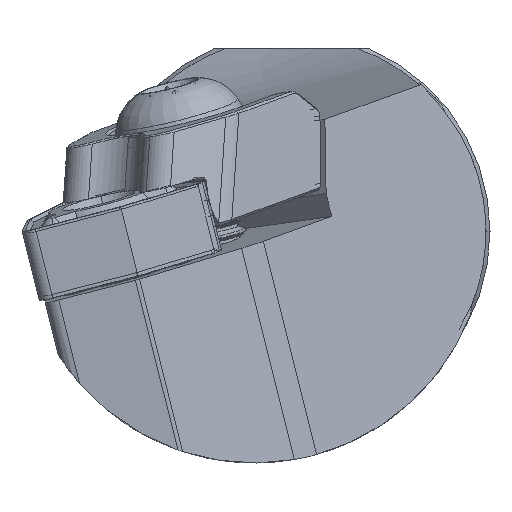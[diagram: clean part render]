
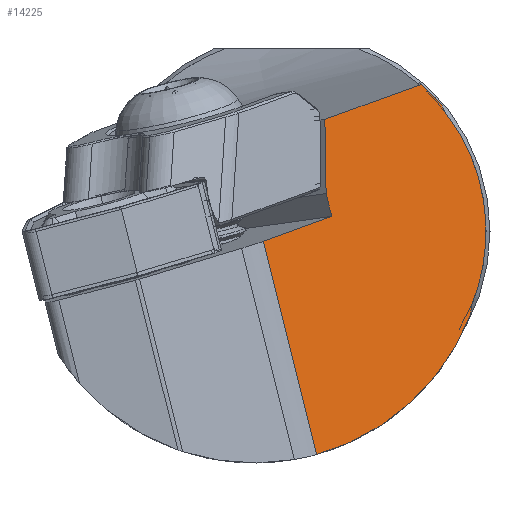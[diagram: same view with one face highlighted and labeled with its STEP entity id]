
A CAD part, left-side view. The second image highlights one B-rep face of the part: STEP entity #14225.
In plain terms, the highlighted planar face has unit normal (-0.703, -0.704, 0.099).
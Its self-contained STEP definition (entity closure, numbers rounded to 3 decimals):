
#7 = CARTESIAN_POINT ( 'NONE',  ( 18., -11.352, -4.604 ) ) ;
#99 = EDGE_LOOP ( 'NONE', ( #11903, #12477, #11463, #13653, #13753, #7307, #4827, #4949, #4509, #821 ) ) ;
#222 = DIRECTION ( 'NONE',  ( 0.105, -0.241, -0.965 ) ) ;
#431 = DIRECTION ( 'NONE',  ( 0.105, -0.241, -0.965 ) ) ;
#453 = CARTESIAN_POINT ( 'NONE',  ( 16.767, -8.163, 9.268 ) ) ;
#821 = ORIENTED_EDGE ( 'NONE', *, *, #12721, .F. ) ;
#1050 = CARTESIAN_POINT ( 'NONE',  ( 9.794, -2.167, 2.389 ) ) ;
#1124 = DIRECTION ( 'NONE',  ( 0.124, 0.016, 0.992 ) ) ;
#1241 = EDGE_CURVE ( 'NONE', #13723, #14266, #2470, .T. ) ;
#1360 = DIRECTION ( 'NONE',  ( 0.703, 0.704, -0.099 ) ) ;
#1702 = EDGE_CURVE ( 'NONE', #2952, #12380, #8374, .T. ) ;
#1764 = CARTESIAN_POINT ( 'NONE',  ( 20.283, -12.415, 4.025 ) ) ;
#2197 = VERTEX_POINT ( 'NONE', #4175 ) ;
#2289 = CARTESIAN_POINT ( 'NONE',  ( 5.412, 1.785, -0.619 ) ) ;
#2470 = LINE ( 'NONE', #12009, #13186 ) ;
#2506 = CARTESIAN_POINT ( 'NONE',  ( -25.231, 78.449, 325.726 ) ) ;
#2727 = CARTESIAN_POINT ( 'NONE',  ( 15.494, -9.562, -9.658 ) ) ;
#2873 = DIRECTION ( 'NONE',  ( 0.703, -0.668, 0.243 ) ) ;
#2952 = VERTEX_POINT ( 'NONE', #9789 ) ;
#3414 = EDGE_CURVE ( 'NONE', #2197, #12359, #7820, .T. ) ;
#3631 = CARTESIAN_POINT ( 'NONE',  ( 17.9, -9.486, 7.908 ) ) ;
#3853 = B_SPLINE_CURVE_WITH_KNOTS ( 'NONE', 3,
 ( #10929, #4118, #8558, #12168 ),
 .UNSPECIFIED., .F., .F.,
 ( 4, 4 ),
 ( 0.003, 0.003 ),
 .UNSPECIFIED. ) ;
#4031 = CARTESIAN_POINT ( 'NONE',  ( 6.869, -1.567, -14.065 ) ) ;
#4118 = CARTESIAN_POINT ( 'NONE',  ( 17.934, -9.536, 7.795 ) ) ;
#4175 = CARTESIAN_POINT ( 'NONE',  ( 18., -9.634, 7.566 ) ) ;
#4509 = ORIENTED_EDGE ( 'NONE', *, *, #5821, .F. ) ;
#4529 = CARTESIAN_POINT ( 'NONE',  ( 17.9, -9.486, 7.908 ) ) ;
#4584 = EDGE_CURVE ( 'NONE', #7883, #13673, #9831, .T. ) ;
#4642 = CARTESIAN_POINT ( 'NONE',  ( 16.767, -8.163, 9.268 ) ) ;
#4745 = DIRECTION ( 'NONE',  ( 0.707, -0.707, 0. ) ) ;
#4761 = CARTESIAN_POINT ( 'NONE',  ( 18., -11.352, -4.604 ) ) ;
#4827 = ORIENTED_EDGE ( 'NONE', *, *, #6091, .F. ) ;
#4841 = CARTESIAN_POINT ( 'NONE',  ( 10.887, -2.576, 7.238 ) ) ;
#4938 = CARTESIAN_POINT ( 'NONE',  ( 17.811, -11.26, -5.286 ) ) ;
#4949 = ORIENTED_EDGE ( 'NONE', *, *, #4584, .F. ) ;
#5075 = VERTEX_POINT ( 'NONE', #1050 ) ;
#5821 = EDGE_CURVE ( 'NONE', #11643, #7883, #11898, .T. ) ;
#5824 = EDGE_CURVE ( 'NONE', #5075, #14266, #7752, .T. ) ;
#6091 = EDGE_CURVE ( 'NONE', #13673, #2197, #3853, .T. ) ;
#7048 = CARTESIAN_POINT ( 'NONE',  ( 16.767, -8.163, 9.268 ) ) ;
#7307 = ORIENTED_EDGE ( 'NONE', *, *, #3414, .F. ) ;
#7359 = CARTESIAN_POINT ( 'NONE',  ( 17.811, -11.26, -5.286 ) ) ;
#7752 = LINE ( 'NONE', #2506, #14748 ) ;
#7820 =( BOUNDED_CURVE ( )  B_SPLINE_CURVE ( 3, ( #9924, #1764, #14329, #10867 ),
 .UNSPECIFIED., .F., .F. ) 
 B_SPLINE_CURVE_WITH_KNOTS ( ( 4, 4 ),
 ( 2.616, 3.667 ),
 .UNSPECIFIED. ) 
 CURVE ( )  GEOMETRIC_REPRESENTATION_ITEM ( )  RATIONAL_B_SPLINE_CURVE ( ( 1., 0.91, 0.91, 1. ) ) 
 REPRESENTATION_ITEM ( '' )  );
#7883 = VERTEX_POINT ( 'NONE', #453 ) ;
#8044 = PLANE ( 'NONE',  #11199 ) ;
#8094 = CARTESIAN_POINT ( 'NONE',  ( 10.378, -2.091, 7.062 ) ) ;
#8374 =( BOUNDED_CURVE ( )  B_SPLINE_CURVE ( 3, ( #4938, #2727, #14032, #12937 ),
 .UNSPECIFIED., .F., .F. ) 
 B_SPLINE_CURVE_WITH_KNOTS ( ( 4, 4 ),
 ( 3.652, 4.581 ),
 .UNSPECIFIED. ) 
 CURVE ( )  GEOMETRIC_REPRESENTATION_ITEM ( )  RATIONAL_B_SPLINE_CURVE ( ( 1., 0.929, 0.929, 1. ) ) 
 REPRESENTATION_ITEM ( '' )  );
#8558 = CARTESIAN_POINT ( 'NONE',  ( 17.967, -9.586, 7.68 ) ) ;
#8999 = CARTESIAN_POINT ( 'NONE',  ( 48.946, 2.926, 315.619 ) ) ;
#9301 = CARTESIAN_POINT ( 'NONE',  ( 11.142, -2.818, 7.326 ) ) ;
#9659 = CARTESIAN_POINT ( 'NONE',  ( 17.94, -11.324, -4.833 ) ) ;
#9789 = CARTESIAN_POINT ( 'NONE',  ( 17.811, -11.26, -5.286 ) ) ;
#9831 =( BOUNDED_CURVE ( )  B_SPLINE_CURVE ( 3, ( #4642, #12739, #12637, #3631 ),
 .UNSPECIFIED., .F., .F. ) 
 B_SPLINE_CURVE_WITH_KNOTS ( ( 4, 4 ),
 ( 2.433, 2.587 ),
 .UNSPECIFIED. ) 
 CURVE ( )  GEOMETRIC_REPRESENTATION_ITEM ( )  RATIONAL_B_SPLINE_CURVE ( ( 1., 0.998, 0.998, 1. ) ) 
 REPRESENTATION_ITEM ( '' )  );
#9924 = CARTESIAN_POINT ( 'NONE',  ( 18., -9.634, 7.566 ) ) ;
#10169 = CARTESIAN_POINT ( 'NONE',  ( 10.633, -2.333, 7.15 ) ) ;
#10563 = LINE ( 'NONE', #8999, #10907 ) ;
#10867 = CARTESIAN_POINT ( 'NONE',  ( 18., -11.352, -4.604 ) ) ;
#10907 = VECTOR ( 'NONE', #1124, 1000. ) ;
#10929 = CARTESIAN_POINT ( 'NONE',  ( 17.9, -9.486, 7.908 ) ) ;
#11199 = AXIS2_PLACEMENT_3D ( 'NONE', #11602, #1360, #4745 ) ;
#11463 = ORIENTED_EDGE ( 'NONE', *, *, #12409, .T. ) ;
#11602 = CARTESIAN_POINT ( 'NONE',  ( -29.768, 82.761, 324.159 ) ) ;
#11643 = VERTEX_POINT ( 'NONE', #13226 ) ;
#11898 = B_SPLINE_CURVE_WITH_KNOTS ( 'NONE', 3,
 ( #8094, #10169, #4841, #9301, #12698, #12850, #7048 ),
 .UNSPECIFIED., .F., .F.,
 ( 4, 3, 4 ),
 ( 0.017, 0.018, 0.026 ),
 .UNSPECIFIED. ) ;
#11903 = ORIENTED_EDGE ( 'NONE', *, *, #5824, .T. ) ;
#12009 = CARTESIAN_POINT ( 'NONE',  ( 5.412, 1.785, -0.619 ) ) ;
#12168 = CARTESIAN_POINT ( 'NONE',  ( 18., -9.634, 7.566 ) ) ;
#12359 = VERTEX_POINT ( 'NONE', #4761 ) ;
#12380 = VERTEX_POINT ( 'NONE', #4031 ) ;
#12409 = EDGE_CURVE ( 'NONE', #13723, #12380, #14395, .T. ) ;
#12477 = ORIENTED_EDGE ( 'NONE', *, *, #1241, .F. ) ;
#12637 = CARTESIAN_POINT ( 'NONE',  ( 17.562, -9.08, 8.395 ) ) ;
#12698 = CARTESIAN_POINT ( 'NONE',  ( 13.017, -4.599, 7.973 ) ) ;
#12721 = EDGE_CURVE ( 'NONE', #5075, #11643, #10563, .T. ) ;
#12739 = CARTESIAN_POINT ( 'NONE',  ( 17.184, -8.638, 8.849 ) ) ;
#12842 = CARTESIAN_POINT ( 'NONE',  ( 9.95, -2.527, 0.947 ) ) ;
#12850 = CARTESIAN_POINT ( 'NONE',  ( 14.892, -6.381, 8.621 ) ) ;
#12907 = CARTESIAN_POINT ( 'NONE',  ( -29.768, 82.761, 324.159 ) ) ;
#12937 = CARTESIAN_POINT ( 'NONE',  ( 6.869, -1.567, -14.065 ) ) ;
#12962 = CARTESIAN_POINT ( 'NONE',  ( 17.877, -11.293, -5.06 ) ) ;
#13186 = VECTOR ( 'NONE', #2873, 1000. ) ;
#13226 = CARTESIAN_POINT ( 'NONE',  ( 10.378, -2.091, 7.062 ) ) ;
#13564 = FACE_OUTER_BOUND ( 'NONE', #99, .T. ) ;
#13653 = ORIENTED_EDGE ( 'NONE', *, *, #1702, .F. ) ;
#13673 = VERTEX_POINT ( 'NONE', #4529 ) ;
#13723 = VERTEX_POINT ( 'NONE', #2289 ) ;
#13753 = ORIENTED_EDGE ( 'NONE', *, *, #14736, .F. ) ;
#14032 = CARTESIAN_POINT ( 'NONE',  ( 11.569, -6.086, -12.806 ) ) ;
#14225 = ADVANCED_FACE ( 'NONE', ( #13564 ), #8044, .F. ) ;
#14246 = B_SPLINE_CURVE_WITH_KNOTS ( 'NONE', 3,
 ( #7, #9659, #12962, #7359 ),
 .UNSPECIFIED., .F., .F.,
 ( 4, 4 ),
 ( 0., 0.001 ),
 .UNSPECIFIED. ) ;
#14266 = VERTEX_POINT ( 'NONE', #12842 ) ;
#14329 = CARTESIAN_POINT ( 'NONE',  ( 20.283, -13.044, -0.432 ) ) ;
#14395 = LINE ( 'NONE', #12907, #14768 ) ;
#14736 = EDGE_CURVE ( 'NONE', #12359, #2952, #14246, .T. ) ;
#14748 = VECTOR ( 'NONE', #222, 1000. ) ;
#14768 = VECTOR ( 'NONE', #431, 1000. ) ;
